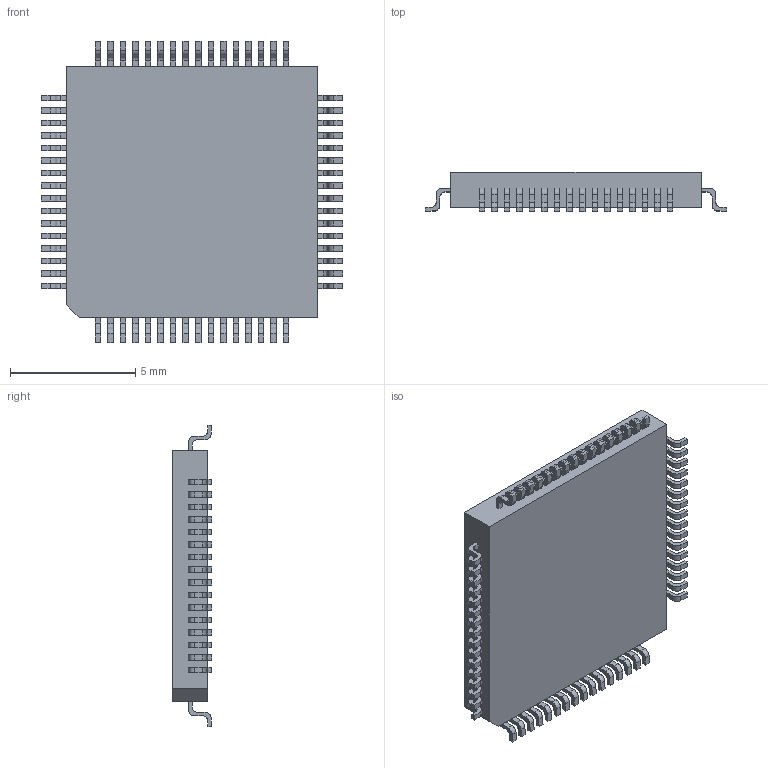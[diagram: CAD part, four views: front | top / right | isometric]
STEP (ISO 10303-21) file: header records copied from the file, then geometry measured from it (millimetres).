
FILE_DESCRIPTION (( 'STEP AP214' ), '1' );
FILE_NAME ('01B3BA9D-B3C0-476E-92E8-721E2D6F4D6D.STEP', '2024-06-12T16:02:32', ( '' ), ( '' ), 'SwSTEP 2.0', 'SolidWorks 2022', '' );
FILE_SCHEMA (( 'AUTOMOTIVE_DESIGN' ));
Length unit declared in the file: millimetre
Products named in the file (1): 01B3BA9D-B3C0-476E-92E8-721E2D6F4D6D
Bounding box: 12 x 1.56 x 12 mm (x, y, z)
Volume: 143.2 mm3; surface area: 333 mm2
Topology: 1 solids, 1 shells, 842 faces, 2325 edges, 1550 vertices
Faces by surface type: plane 584, cylinder 258
Entity records: 35951 total; most frequent: CARTESIAN_POINT 4718, ORIENTED_EDGE 4650, DIRECTION 4527, EDGE_CURVE 2325, VECTOR 1809, LINE 1809, VERTEX_POINT 1550, AXIS2_PLACEMENT_3D 1359
